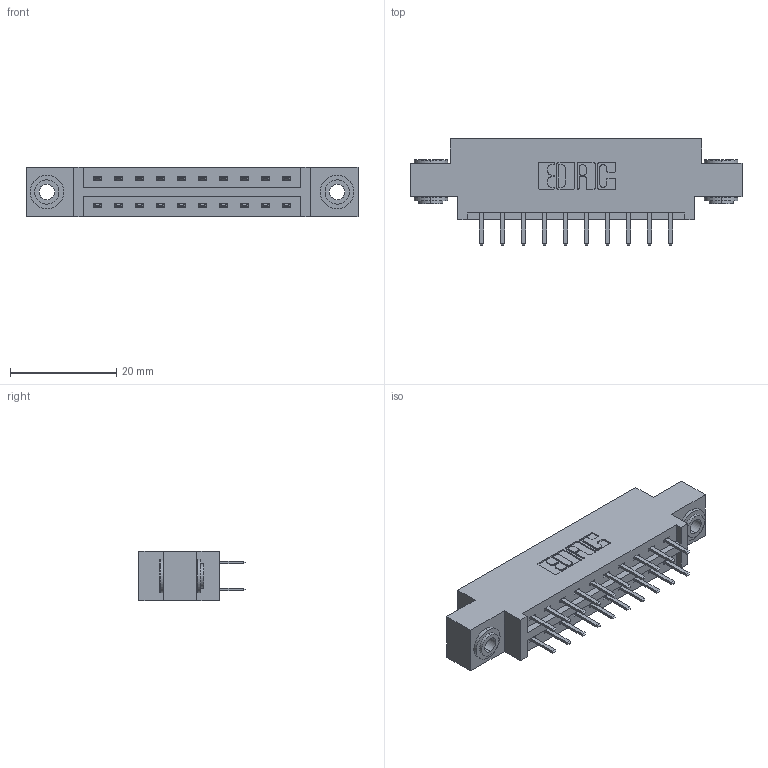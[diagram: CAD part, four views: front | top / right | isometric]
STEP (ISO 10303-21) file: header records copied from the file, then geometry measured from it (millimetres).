
FILE_DESCRIPTION (( 'STEP AP203' ), '1' );
FILE_NAME ('337-020-520-803.STEP', '2019-10-10T19:09:21', ( '' ), ( '' ), 'SwSTEP 2.0', 'SolidWorks 2016', '' );
FILE_SCHEMA (( 'CONFIG_CONTROL_DESIGN' ));
Length unit declared in the file: inch
Products named in the file (4): 337 Part_0.170 Offset - 0.156 Dia-TH; 345-250-002_345-250-002-102; 337-020-520-803; 345-292-001_345-293-120
Assembly tree (23 placements, depth 2):
  337-020-520-803
    337 Part_0.170 Offset - 0.156 Dia-TH
    345-292-001_345-293-120  x20
    345-250-002_345-250-002-102  x2
Bounding box: 62.64 x 20.02 x 9.4 mm (x, y, z)
Volume: 6068.3 mm3; surface area: 6856.5 mm2
Topology: 23 solids, 23 shells, 1316 faces, 3779 edges, 2462 vertices
Faces by surface type: plane 884, cylinder 424, cone 8
Entity records: 12788 total; most frequent: CARTESIAN_POINT 2169, ORIENTED_EDGE 2086, DIRECTION 1925, EDGE_CURVE 1043, LINE 887, VECTOR 887, VERTEX_POINT 690, AXIS2_PLACEMENT_3D 519
